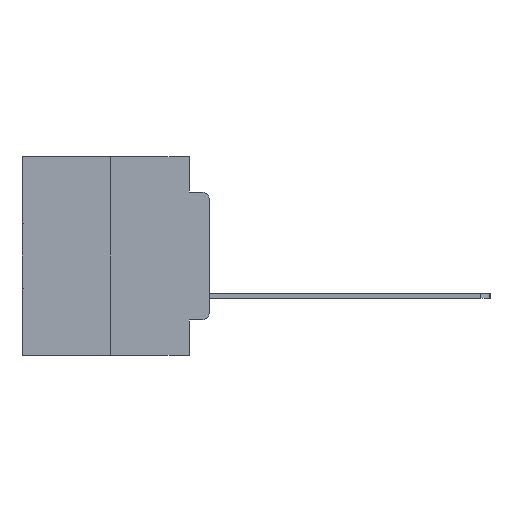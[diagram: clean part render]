
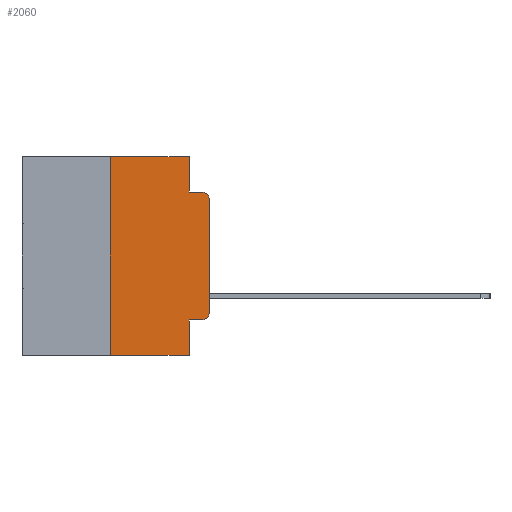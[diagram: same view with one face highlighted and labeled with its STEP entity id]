
A CAD part, left-side view. The second image highlights one B-rep face of the part: STEP entity #2060.
In plain terms, the highlighted planar face has unit normal (-1, 0, 0).
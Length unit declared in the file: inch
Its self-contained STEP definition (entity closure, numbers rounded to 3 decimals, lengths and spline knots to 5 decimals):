
#205 = VECTOR ( 'NONE', #281, 39.37008 ) ;
#281 = DIRECTION ( 'NONE',  ( 0., -1., 0. ) ) ;
#291 = DIRECTION ( 'NONE',  ( 0., -1., 0. ) ) ;
#842 = DIRECTION ( 'NONE',  ( 0., 0., 1. ) ) ;
#1281 = CIRCLE ( 'NONE', #29953, 0.02 ) ;
#1682 = EDGE_CURVE ( 'NONE', #25841, #12835, #7368, .T. ) ;
#2060 = ADVANCED_FACE ( 'NONE', ( #5510 ), #13714, .F. ) ;
#2155 = DIRECTION ( 'NONE',  ( 0., 0., -1. ) ) ;
#2705 = LINE ( 'NONE', #6705, #15457 ) ;
#2828 = DIRECTION ( 'NONE',  ( -1., 0., 0. ) ) ;
#3855 = VECTOR ( 'NONE', #27941, 39.37008 ) ;
#4408 = CARTESIAN_POINT ( 'NONE',  ( 0., 0.473, 0. ) ) ;
#4744 = AXIS2_PLACEMENT_3D ( 'NONE', #4408, #13476, #13427 ) ;
#5192 = EDGE_CURVE ( 'NONE', #27414, #24961, #11866, .T. ) ;
#5495 = CARTESIAN_POINT ( 'NONE',  ( 0., 0.02, -0.0885 ) ) ;
#5510 = FACE_OUTER_BOUND ( 'NONE', #23623, .T. ) ;
#5516 = VECTOR ( 'NONE', #10602, 39.37008 ) ;
#6513 = ORIENTED_EDGE ( 'NONE', *, *, #21188, .F. ) ;
#6705 = CARTESIAN_POINT ( 'NONE',  ( 0., 0.051, 0. ) ) ;
#6936 = CARTESIAN_POINT ( 'NONE',  ( 0., 0.25, 0. ) ) ;
#6966 = DIRECTION ( 'NONE',  ( 0., 0., 1. ) ) ;
#7368 = LINE ( 'NONE', #6936, #12918 ) ;
#7488 = EDGE_CURVE ( 'NONE', #26038, #23796, #15792, .T. ) ;
#7549 = VERTEX_POINT ( 'NONE', #17436 ) ;
#9485 = AXIS2_PLACEMENT_3D ( 'NONE', #17158, #2828, #19477 ) ;
#10165 = EDGE_CURVE ( 'NONE', #12835, #25550, #19546, .T. ) ;
#10580 = CARTESIAN_POINT ( 'NONE',  ( 0., 0., 0. ) ) ;
#10602 = DIRECTION ( 'NONE',  ( 0., -1., 0. ) ) ;
#11866 = LINE ( 'NONE', #24488, #5516 ) ;
#12053 = ORIENTED_EDGE ( 'NONE', *, *, #18694, .T. ) ;
#12670 = CARTESIAN_POINT ( 'NONE',  ( 0., 0.051, -0.0885 ) ) ;
#12835 = VERTEX_POINT ( 'NONE', #27871 ) ;
#12851 = CARTESIAN_POINT ( 'NONE',  ( 0., 0.051, -0.4115 ) ) ;
#12918 = VECTOR ( 'NONE', #6966, 39.37008 ) ;
#13131 = LINE ( 'NONE', #28356, #205 ) ;
#13202 = CARTESIAN_POINT ( 'NONE',  ( 0., 0.473, 0. ) ) ;
#13275 = VECTOR ( 'NONE', #29121, 39.37008 ) ;
#13427 = DIRECTION ( 'NONE',  ( 0., 0., -1. ) ) ;
#13452 = CARTESIAN_POINT ( 'NONE',  ( 0., 0., -0.3915 ) ) ;
#13476 = DIRECTION ( 'NONE',  ( 1., 0., 0. ) ) ;
#13714 = PLANE ( 'NONE',  #4744 ) ;
#13830 = EDGE_CURVE ( 'NONE', #14491, #24961, #1281, .T. ) ;
#14491 = VERTEX_POINT ( 'NONE', #17336 ) ;
#14530 = CARTESIAN_POINT ( 'NONE',  ( 0., 0.25, -0.5 ) ) ;
#15457 = VECTOR ( 'NONE', #23066, 39.37008 ) ;
#15507 = EDGE_CURVE ( 'NONE', #23796, #16131, #22026, .T. ) ;
#15792 = LINE ( 'NONE', #23991, #20919 ) ;
#15854 = CARTESIAN_POINT ( 'NONE',  ( 0., 0.02, -0.4115 ) ) ;
#16131 = VERTEX_POINT ( 'NONE', #13452 ) ;
#16509 = ORIENTED_EDGE ( 'NONE', *, *, #22517, .T. ) ;
#16545 = DIRECTION ( 'NONE',  ( -1., 0., 0. ) ) ;
#16875 = ORIENTED_EDGE ( 'NONE', *, *, #10165, .F. ) ;
#17158 = CARTESIAN_POINT ( 'NONE',  ( 0., 0.02, -0.3915 ) ) ;
#17336 = CARTESIAN_POINT ( 'NONE',  ( 0., 0., -0.1085 ) ) ;
#17436 = CARTESIAN_POINT ( 'NONE',  ( 0., 0.051, -0.5 ) ) ;
#18462 = CARTESIAN_POINT ( 'NONE',  ( 0., 0.051, 0. ) ) ;
#18694 = EDGE_CURVE ( 'NONE', #25841, #7549, #13131, .T. ) ;
#19477 = DIRECTION ( 'NONE',  ( 0., 0., -1. ) ) ;
#19546 = LINE ( 'NONE', #13202, #13275 ) ;
#19768 = ORIENTED_EDGE ( 'NONE', *, *, #21418, .F. ) ;
#20146 = ORIENTED_EDGE ( 'NONE', *, *, #13830, .T. ) ;
#20919 = VECTOR ( 'NONE', #291, 39.37008 ) ;
#21188 = EDGE_CURVE ( 'NONE', #25550, #27414, #2705, .T. ) ;
#21418 = EDGE_CURVE ( 'NONE', #26038, #7549, #29194, .T. ) ;
#22026 = CIRCLE ( 'NONE', #9485, 0.02 ) ;
#22517 = EDGE_CURVE ( 'NONE', #16131, #14491, #23643, .T. ) ;
#23066 = DIRECTION ( 'NONE',  ( 0., 0., -1. ) ) ;
#23339 = ORIENTED_EDGE ( 'NONE', *, *, #15507, .T. ) ;
#23623 = EDGE_LOOP ( 'NONE', ( #16509, #20146, #26756, #6513, #16875, #29482, #12053, #19768, #27104, #23339 ) ) ;
#23643 = LINE ( 'NONE', #10580, #28782 ) ;
#23796 = VERTEX_POINT ( 'NONE', #15854 ) ;
#23991 = CARTESIAN_POINT ( 'NONE',  ( 0., 0.051, -0.4115 ) ) ;
#24488 = CARTESIAN_POINT ( 'NONE',  ( 0., 0.051, -0.0885 ) ) ;
#24961 = VERTEX_POINT ( 'NONE', #5495 ) ;
#25550 = VERTEX_POINT ( 'NONE', #18462 ) ;
#25841 = VERTEX_POINT ( 'NONE', #14530 ) ;
#26038 = VERTEX_POINT ( 'NONE', #12851 ) ;
#26756 = ORIENTED_EDGE ( 'NONE', *, *, #5192, .F. ) ;
#27104 = ORIENTED_EDGE ( 'NONE', *, *, #7488, .T. ) ;
#27414 = VERTEX_POINT ( 'NONE', #12670 ) ;
#27871 = CARTESIAN_POINT ( 'NONE',  ( 0., 0.25, 0. ) ) ;
#27941 = DIRECTION ( 'NONE',  ( 0., 0., -1. ) ) ;
#28038 = CARTESIAN_POINT ( 'NONE',  ( 0., 0.051, 0. ) ) ;
#28356 = CARTESIAN_POINT ( 'NONE',  ( 0., 0.473, -0.5 ) ) ;
#28782 = VECTOR ( 'NONE', #842, 39.37008 ) ;
#29121 = DIRECTION ( 'NONE',  ( 0., -1., 0. ) ) ;
#29194 = LINE ( 'NONE', #28038, #3855 ) ;
#29482 = ORIENTED_EDGE ( 'NONE', *, *, #1682, .F. ) ;
#29953 = AXIS2_PLACEMENT_3D ( 'NONE', #29962, #16545, #2155 ) ;
#29962 = CARTESIAN_POINT ( 'NONE',  ( 0., 0.02, -0.1085 ) ) ;
